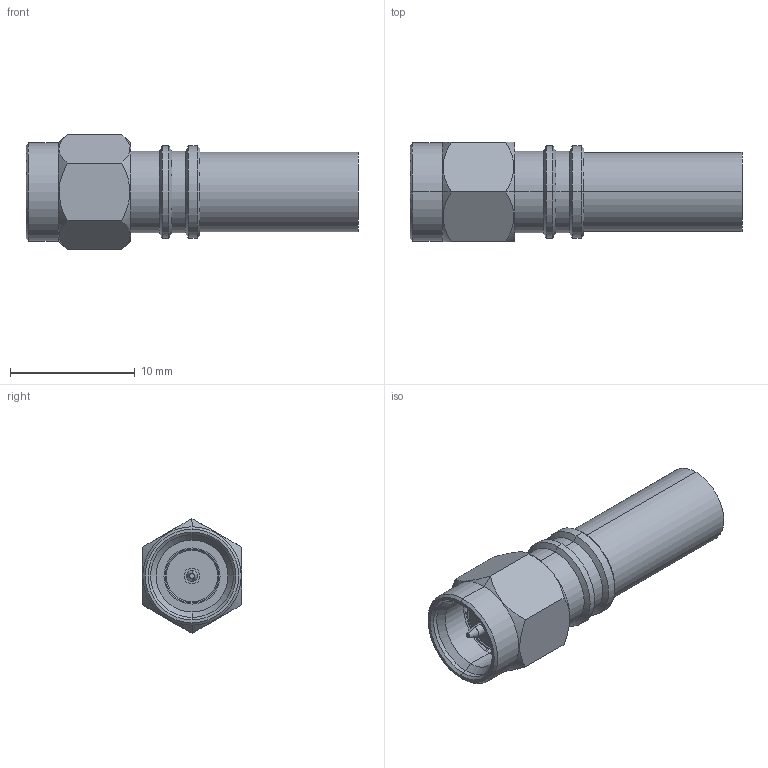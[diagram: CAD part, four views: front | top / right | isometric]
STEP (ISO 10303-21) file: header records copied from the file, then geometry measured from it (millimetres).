
FILE_DESCRIPTION (( 'STEP AP203' ), '1' );
FILE_NAME ('3190-6140(EZ-195-SM-X).STEP', '2017-07-31T07:17:40', ( '' ), ( '' ), 'SwSTEP 2.0', 'SolidWorks 2017', '' );
FILE_SCHEMA (( 'CONFIG_CONTROL_DESIGN' ));
Length unit declared in the file: millimetre
Products named in the file (1): 3190-6140(EZ-195-SM-X)
Bounding box: 26.66 x 8 x 9.24 mm (x, y, z)
Volume: 682.7 mm3; surface area: 1266.2 mm2
Topology: 1 solids, 1 shells, 81 faces, 164 edges, 96 vertices
Faces by surface type: cylinder 34, cone 28, plane 19
Entity records: 2311 total; most frequent: CARTESIAN_POINT 498, DIRECTION 400, ORIENTED_EDGE 328, AXIS2_PLACEMENT_3D 166, EDGE_CURVE 164, VERTEX_POINT 96, EDGE_LOOP 92, CIRCLE 84
